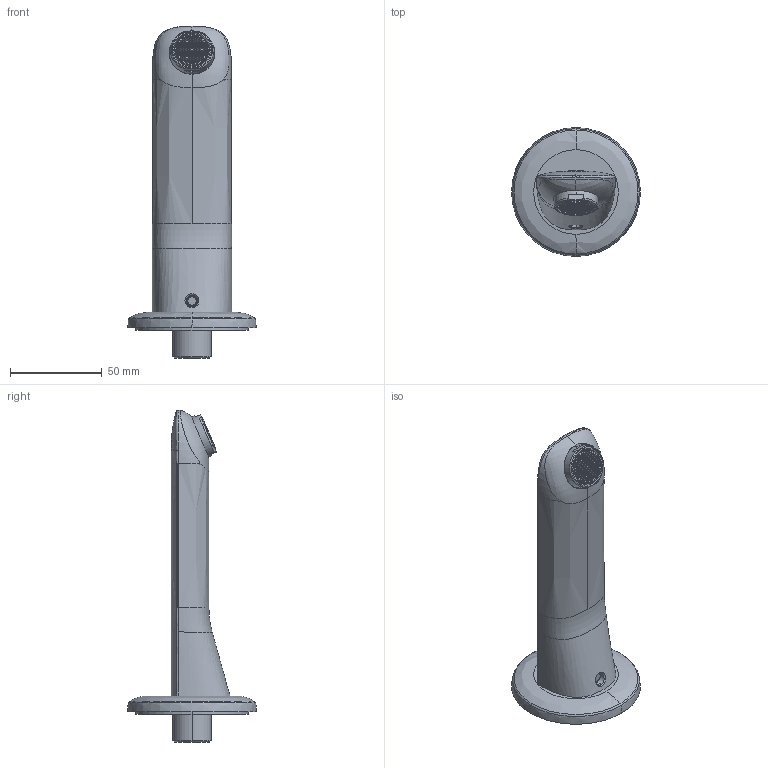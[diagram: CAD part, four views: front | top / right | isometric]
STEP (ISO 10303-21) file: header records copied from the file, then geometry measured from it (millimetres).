
FILE_DESCRIPTION((''),'2;1');
FILE_NAME('SPOUT_WITHOUT_DIVERTER_NEW_ASM','2024-08-30T16:22:49',('10114295'),(''),'CREO PARAMETRIC BY PTC INC, 2022162','CREO PARAMETRIC BY PTC INC, 2022162','');
FILE_SCHEMA(('CONFIG_CONTROL_DESIGN'));
Products named in the file (14): 4216120000; A4227508_EINSATZ_MO_MOUSSEUR_I_; A4227509_EINSATZ_MO_MOUSSEUR_I_; A4227506_GEH_MOUSS-_MOUSSEUR_B_; A4227507_DICHTUNG__FLAT_SEAL_01; 400484040_MOUSSEUR_MOUSSEUR_013_ASM; 4211699990; M6; 158A907239; FF1-CN521G00000253; 4234730000; FF1-CN521G00000230; 158K618333; SPOUT_WITHOUT_DIVERTER_NEW_ASM
Assembly tree (15 placements, depth 3):
  SPOUT_WITHOUT_DIVERTER_NEW_ASM
    4216120000
    400484040_MOUSSEUR_MOUSSEUR_013_ASM
      A4227508_EINSATZ_MO_MOUSSEUR_I_
      A4227509_EINSATZ_MO_MOUSSEUR_I_
      A4227506_GEH_MOUSS-_MOUSSEUR_B_
      A4227507_DICHTUNG__FLAT_SEAL_01
    4211699990
    M6
    158A907239
    FF1-CN521G00000253  x2
    4234730000
    FF1-CN521G00000230
    158K618333  x2
Bounding box: 70 x 70 x 180.46 mm (x, y, z)
Volume: 83821.9 mm3; surface area: 56284.4 mm2
Topology: 13 solids, 13 shells, 1721 faces, 5079 edges, 3331 vertices
Faces by surface type: plane 1405, cylinder 144, cone 66, torus 56, bspline 36, extrusion 10, revolution 4
Entity records: 66997 total; most frequent: CARTESIAN_POINT 20347, ORIENTED_EDGE 10014, DIRECTION 8846, EDGE_CURVE 5007, VECTOR 4232, LINE 4222, VERTEX_POINT 3292, AXIS2_PLACEMENT_3D 2305
